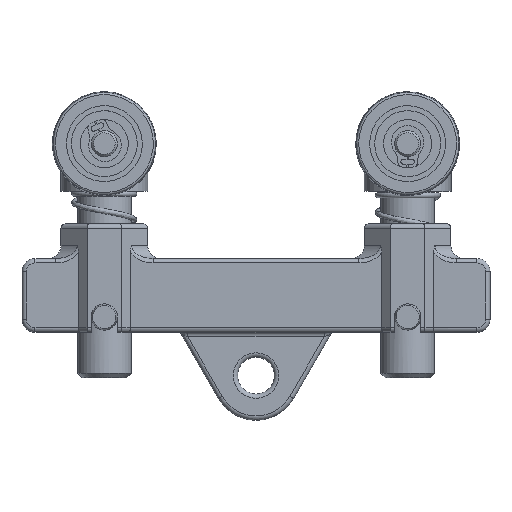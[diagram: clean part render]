
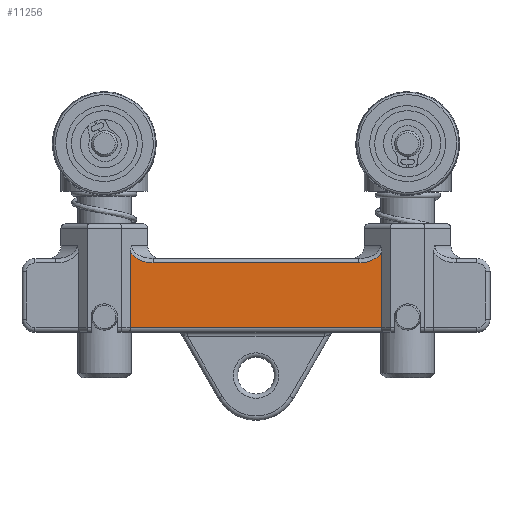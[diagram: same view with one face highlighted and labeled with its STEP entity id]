
A CAD part, top view. The second image highlights one B-rep face of the part: STEP entity #11256.
In plain terms, the highlighted planar face has unit normal (0, 0, 1).
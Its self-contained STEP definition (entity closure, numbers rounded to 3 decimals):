
#245 = LINE ( 'NONE', #6860, #248 ) ;
#248 = VECTOR ( 'NONE', #6862, 1000. ) ;
#251 = LINE ( 'NONE', #6861, #253 ) ;
#253 = VECTOR ( 'NONE', #6869, 1000. ) ;
#301 = LINE ( 'NONE', #4644, #302 ) ;
#302 = VECTOR ( 'NONE', #4643, 1000. ) ;
#318 = LINE ( 'NONE', #4678, #321 ) ;
#321 = VECTOR ( 'NONE', #4679, 1000. ) ;
#555 = VERTEX_POINT ( 'NONE', #10488 ) ;
#585 = VERTEX_POINT ( 'NONE', #10518 ) ;
#637 = VERTEX_POINT ( 'NONE', #2543 ) ;
#724 = VERTEX_POINT ( 'NONE', #6234 ) ;
#799 = CARTESIAN_POINT ( 'NONE',  ( 25., 1., -2. ) ) ;
#842 = CARTESIAN_POINT ( 'NONE',  ( 83., 1., -2. ) ) ;
#1855 = ORIENTED_EDGE ( 'NONE', *, *, #9485, .T. ) ;
#1856 = ORIENTED_EDGE ( 'NONE', *, *, #9493, .T. ) ;
#1864 = VERTEX_POINT ( 'NONE', #799 ) ;
#1903 = VERTEX_POINT ( 'NONE', #842 ) ;
#2543 = CARTESIAN_POINT ( 'NONE',  ( 30.243, 16., -2. ) ) ;
#4026 = PLANE ( 'NONE',  #10025 ) ;
#4029 = CARTESIAN_POINT ( 'NONE',  ( 29., 0., -2. ) ) ;
#4039 = DIRECTION ( 'NONE',  ( 0., 0., -1. ) ) ;
#4041 = DIRECTION ( 'NONE',  ( -1., 0., 0. ) ) ;
#4618 = CARTESIAN_POINT ( 'NONE',  ( 27.865, 16., -2. ) ) ;
#4620 = CARTESIAN_POINT ( 'NONE',  ( 30.243, 16., -2. ) ) ;
#4623 = CARTESIAN_POINT ( 'NONE',  ( 25.893, 16.939, -2. ) ) ;
#4624 = CARTESIAN_POINT ( 'NONE',  ( 25., 18.498, -2. ) ) ;
#4631 = CARTESIAN_POINT ( 'NONE',  ( 82.107, 16.939, -2. ) ) ;
#4632 = CARTESIAN_POINT ( 'NONE',  ( 83., 18.498, -2. ) ) ;
#4643 = DIRECTION ( 'NONE',  ( -1., 0., 0. ) ) ;
#4644 = CARTESIAN_POINT ( 'NONE',  ( 29.243, 16., -2. ) ) ;
#4645 = CARTESIAN_POINT ( 'NONE',  ( 80.135, 16., -2. ) ) ;
#4646 = CARTESIAN_POINT ( 'NONE',  ( 77.757, 16., -2. ) ) ;
#4678 = CARTESIAN_POINT ( 'NONE',  ( 83., 0., -2. ) ) ;
#4679 = DIRECTION ( 'NONE',  ( 0., 1., 0. ) ) ;
#6009 = FACE_OUTER_BOUND ( 'NONE', #11305, .T. ) ;
#6234 = CARTESIAN_POINT ( 'NONE',  ( 25., 18.498, -2. ) ) ;
#6860 = CARTESIAN_POINT ( 'NONE',  ( 83., 1., -2. ) ) ;
#6861 = CARTESIAN_POINT ( 'NONE',  ( 25., 0., -2. ) ) ;
#6862 = DIRECTION ( 'NONE',  ( 1., 0., 0. ) ) ;
#6869 = DIRECTION ( 'NONE',  ( 0., -1., 0. ) ) ;
#7795 =( BOUNDED_CURVE ( )  B_SPLINE_CURVE ( 3, ( #4632, #4631, #4645, #4646 ),
 .UNSPECIFIED., .F., .T. ) 
 B_SPLINE_CURVE_WITH_KNOTS ( ( 4, 4 ),
 ( 3.527, 4.712 ),
 .UNSPECIFIED. ) 
 CURVE ( )  GEOMETRIC_REPRESENTATION_ITEM ( )  RATIONAL_B_SPLINE_CURVE ( ( 1., 0.886, 0.886, 1. ) ) 
 REPRESENTATION_ITEM ( '' )  );
#7862 =( BOUNDED_CURVE ( )  B_SPLINE_CURVE ( 3, ( #4620, #4618, #4623, #4624 ),
 .UNSPECIFIED., .F., .T. ) 
 B_SPLINE_CURVE_WITH_KNOTS ( ( 4, 4 ),
 ( 4.712, 5.898 ),
 .UNSPECIFIED. ) 
 CURVE ( )  GEOMETRIC_REPRESENTATION_ITEM ( )  RATIONAL_B_SPLINE_CURVE ( ( 1., 0.886, 0.886, 1. ) ) 
 REPRESENTATION_ITEM ( '' )  );
#9455 = EDGE_CURVE ( 'NONE', #1864, #1903, #245, .T. ) ;
#9459 = EDGE_CURVE ( 'NONE', #724, #1864, #251, .T. ) ;
#9485 = EDGE_CURVE ( 'NONE', #637, #724, #7862, .T. ) ;
#9491 = EDGE_CURVE ( 'NONE', #555, #585, #7795, .T. ) ;
#9493 = EDGE_CURVE ( 'NONE', #585, #637, #301, .T. ) ;
#9504 = EDGE_CURVE ( 'NONE', #1903, #555, #318, .T. ) ;
#10025 = AXIS2_PLACEMENT_3D ( 'NONE', #4029, #4039, #4041 ) ;
#10488 = CARTESIAN_POINT ( 'NONE',  ( 83., 18.498, -2. ) ) ;
#10518 = CARTESIAN_POINT ( 'NONE',  ( 77.757, 16., -2. ) ) ;
#11256 = ADVANCED_FACE ( 'NONE', ( #6009 ), #4026, .F. ) ;
#11305 = EDGE_LOOP ( 'NONE', ( #11366, #11370, #1856, #1855, #11355, #11357 ) ) ;
#11355 = ORIENTED_EDGE ( 'NONE', *, *, #9459, .T. ) ;
#11357 = ORIENTED_EDGE ( 'NONE', *, *, #9455, .T. ) ;
#11366 = ORIENTED_EDGE ( 'NONE', *, *, #9504, .T. ) ;
#11370 = ORIENTED_EDGE ( 'NONE', *, *, #9491, .T. ) ;
